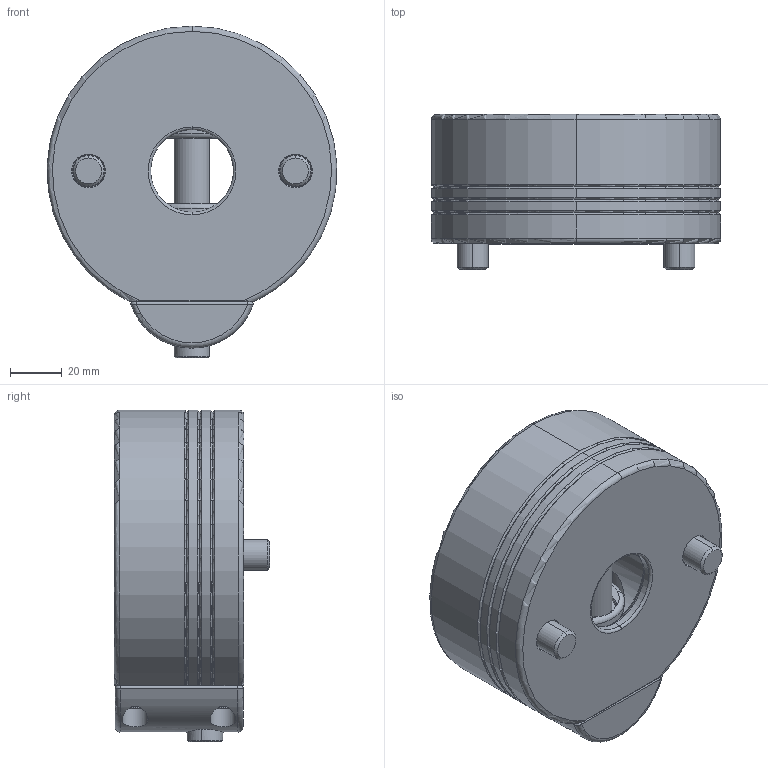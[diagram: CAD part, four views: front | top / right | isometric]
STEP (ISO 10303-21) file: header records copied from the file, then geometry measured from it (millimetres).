
FILE_DESCRIPTION (( 'STEP AP203' ), '1' );
FILE_NAME ('LSD-10.STEP', '2020-04-15T02:53:51', ( 'td' ), ( '' ), 'SwSTEP 2.0', 'SolidWorks 2018', '' );
FILE_SCHEMA (( 'CONFIG_CONTROL_DESIGN' ));
Length unit declared in the file: millimetre
Products named in the file (1): LSD-10
Bounding box: 111.91 x 60 x 128.28 mm (x, y, z)
Volume: 466303.4 mm3; surface area: 59827.1 mm2
Topology: 3 solids, 17 shells, 460 faces, 1089 edges, 661 vertices
Faces by surface type: plane 156, cylinder 123, cone 105, torus 52, bspline 24
Entity records: 17413 total; most frequent: CARTESIAN_POINT 7037, DIRECTION 2154, ORIENTED_EDGE 2130, EDGE_CURVE 1065, AXIS2_PLACEMENT_3D 882, VERTEX_POINT 661, EDGE_LOOP 502, ADVANCED_FACE 460
